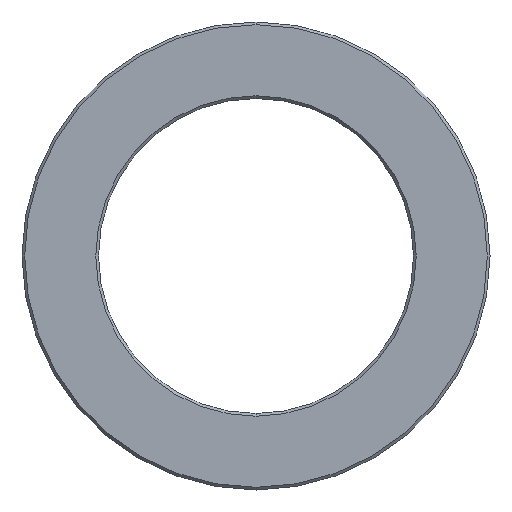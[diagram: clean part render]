
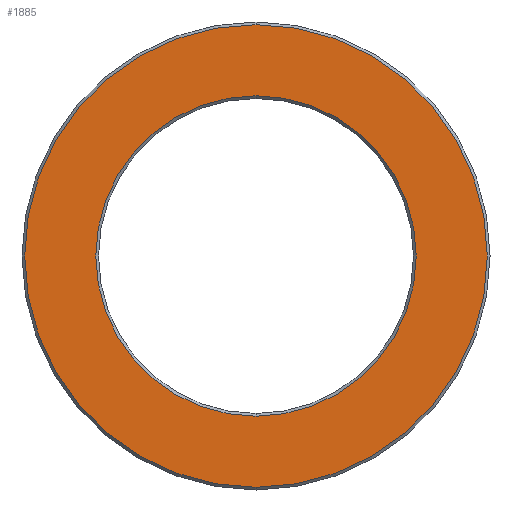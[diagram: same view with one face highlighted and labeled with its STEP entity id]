
A CAD part, front view. The second image highlights one B-rep face of the part: STEP entity #1885.
In plain terms, the highlighted planar face has unit normal (0, -1, 0).
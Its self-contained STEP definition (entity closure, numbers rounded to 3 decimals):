
#1446 = EDGE_CURVE('',#1447,#1449,#1451,.T.);
#1447 = VERTEX_POINT('',#1448);
#1448 = CARTESIAN_POINT('',(0.,0.,-25.7));
#1449 = VERTEX_POINT('',#1450);
#1450 = CARTESIAN_POINT('',(0.,0.,25.7));
#1451 = SURFACE_CURVE('',#1452,(#1457,#1469),.PCURVE_S1.);
#1452 = CIRCLE('',#1453,25.7);
#1453 = AXIS2_PLACEMENT_3D('',#1454,#1455,#1456);
#1454 = CARTESIAN_POINT('',(0.,0.,0.));
#1455 = DIRECTION('',(0.,-1.,0.));
#1456 = DIRECTION('',(0.,0.,1.));
#1457 = PCURVE('',#1458,#1463);
#1458 = CONICAL_SURFACE('',#1459,26.,0.785);
#1459 = AXIS2_PLACEMENT_3D('',#1460,#1461,#1462);
#1460 = CARTESIAN_POINT('',(0.,0.3,0.));
#1461 = DIRECTION('',(-0.,1.,-0.));
#1462 = DIRECTION('',(0.,0.,1.));
#1463 = DEFINITIONAL_REPRESENTATION('',(#1464),#1468);
#1464 = LINE('',#1465,#1466);
#1465 = CARTESIAN_POINT('',(6.283,-0.3));
#1466 = VECTOR('',#1467,1.);
#1467 = DIRECTION('',(-1.,0.));
#1468 = ( GEOMETRIC_REPRESENTATION_CONTEXT(2) 
PARAMETRIC_REPRESENTATION_CONTEXT() REPRESENTATION_CONTEXT('2D SPACE',''
  ) );
#1469 = PCURVE('',#1470,#1475);
#1470 = PLANE('',#1471);
#1471 = AXIS2_PLACEMENT_3D('',#1472,#1473,#1474);
#1472 = CARTESIAN_POINT('',(0.,0.,0.));
#1473 = DIRECTION('',(0.,1.,0.));
#1474 = DIRECTION('',(0.,-0.,1.));
#1475 = DEFINITIONAL_REPRESENTATION('',(#1476),#1484);
#1476 = ( BOUNDED_CURVE() B_SPLINE_CURVE(2,(#1477,#1478,#1479,#1480,
#1481,#1482,#1483),.UNSPECIFIED.,.T.,.F.) B_SPLINE_CURVE_WITH_KNOTS((1,2
    ,2,2,2,1),(-2.094,0.,2.094,4.189,
6.283,8.378),.UNSPECIFIED.) CURVE() 
GEOMETRIC_REPRESENTATION_ITEM() RATIONAL_B_SPLINE_CURVE((1.,0.5,1.,0.5,
1.,0.5,1.)) REPRESENTATION_ITEM('') );
#1477 = CARTESIAN_POINT('',(25.7,0.));
#1478 = CARTESIAN_POINT('',(25.7,-44.514));
#1479 = CARTESIAN_POINT('',(-12.85,-22.257));
#1480 = CARTESIAN_POINT('',(-51.4,0.));
#1481 = CARTESIAN_POINT('',(-12.85,22.257));
#1482 = CARTESIAN_POINT('',(25.7,44.514));
#1483 = CARTESIAN_POINT('',(25.7,0.));
#1484 = ( GEOMETRIC_REPRESENTATION_CONTEXT(2) 
PARAMETRIC_REPRESENTATION_CONTEXT() REPRESENTATION_CONTEXT('2D SPACE',''
  ) );
#1502 = CONICAL_SURFACE('',#1503,26.,0.785);
#1503 = AXIS2_PLACEMENT_3D('',#1504,#1505,#1506);
#1504 = CARTESIAN_POINT('',(0.,0.3,0.));
#1505 = DIRECTION('',(-0.,1.,-0.));
#1506 = DIRECTION('',(0.,0.,1.));
#1570 = VERTEX_POINT('',#1571);
#1571 = CARTESIAN_POINT('',(0.,0.,-17.8));
#1578 = CONICAL_SURFACE('',#1579,17.8,0.785);
#1579 = AXIS2_PLACEMENT_3D('',#1580,#1581,#1582);
#1580 = CARTESIAN_POINT('',(0.,0.,0.));
#1581 = DIRECTION('',(-0.,-1.,-0.));
#1582 = DIRECTION('',(0.,0.,-1.));
#1590 = CONICAL_SURFACE('',#1591,17.8,0.785);
#1591 = AXIS2_PLACEMENT_3D('',#1592,#1593,#1594);
#1592 = CARTESIAN_POINT('',(0.,0.,0.));
#1593 = DIRECTION('',(-0.,-1.,-0.));
#1594 = DIRECTION('',(0.,0.,-1.));
#1602 = EDGE_CURVE('',#1570,#1603,#1605,.T.);
#1603 = VERTEX_POINT('',#1604);
#1604 = CARTESIAN_POINT('',(0.,0.,17.8));
#1605 = SURFACE_CURVE('',#1606,(#1611,#1618),.PCURVE_S1.);
#1606 = CIRCLE('',#1607,17.8);
#1607 = AXIS2_PLACEMENT_3D('',#1608,#1609,#1610);
#1608 = CARTESIAN_POINT('',(0.,0.,0.));
#1609 = DIRECTION('',(0.,1.,0.));
#1610 = DIRECTION('',(0.,-0.,1.));
#1611 = PCURVE('',#1578,#1612);
#1612 = DEFINITIONAL_REPRESENTATION('',(#1613),#1617);
#1613 = LINE('',#1614,#1615);
#1614 = CARTESIAN_POINT('',(9.425,0.));
#1615 = VECTOR('',#1616,1.);
#1616 = DIRECTION('',(-1.,0.));
#1617 = ( GEOMETRIC_REPRESENTATION_CONTEXT(2) 
PARAMETRIC_REPRESENTATION_CONTEXT() REPRESENTATION_CONTEXT('2D SPACE',''
  ) );
#1618 = PCURVE('',#1470,#1619);
#1619 = DEFINITIONAL_REPRESENTATION('',(#1620),#1624);
#1620 = CIRCLE('',#1621,17.8);
#1621 = AXIS2_PLACEMENT_2D('',#1622,#1623);
#1622 = CARTESIAN_POINT('',(0.,0.));
#1623 = DIRECTION('',(1.,0.));
#1624 = ( GEOMETRIC_REPRESENTATION_CONTEXT(2) 
PARAMETRIC_REPRESENTATION_CONTEXT() REPRESENTATION_CONTEXT('2D SPACE',''
  ) );
#1885 = ADVANCED_FACE('',(#1886,#1911),#1470,.F.);
#1886 = FACE_BOUND('',#1887,.T.);
#1887 = EDGE_LOOP('',(#1888,#1889));
#1888 = ORIENTED_EDGE('',*,*,#1602,.T.);
#1889 = ORIENTED_EDGE('',*,*,#1890,.T.);
#1890 = EDGE_CURVE('',#1603,#1570,#1891,.T.);
#1891 = SURFACE_CURVE('',#1892,(#1897,#1904),.PCURVE_S1.);
#1892 = CIRCLE('',#1893,17.8);
#1893 = AXIS2_PLACEMENT_3D('',#1894,#1895,#1896);
#1894 = CARTESIAN_POINT('',(0.,0.,0.));
#1895 = DIRECTION('',(0.,1.,0.));
#1896 = DIRECTION('',(0.,-0.,1.));
#1897 = PCURVE('',#1470,#1898);
#1898 = DEFINITIONAL_REPRESENTATION('',(#1899),#1903);
#1899 = CIRCLE('',#1900,17.8);
#1900 = AXIS2_PLACEMENT_2D('',#1901,#1902);
#1901 = CARTESIAN_POINT('',(0.,0.));
#1902 = DIRECTION('',(1.,0.));
#1903 = ( GEOMETRIC_REPRESENTATION_CONTEXT(2) 
PARAMETRIC_REPRESENTATION_CONTEXT() REPRESENTATION_CONTEXT('2D SPACE',''
  ) );
#1904 = PCURVE('',#1590,#1905);
#1905 = DEFINITIONAL_REPRESENTATION('',(#1906),#1910);
#1906 = LINE('',#1907,#1908);
#1907 = CARTESIAN_POINT('',(3.142,0.));
#1908 = VECTOR('',#1909,1.);
#1909 = DIRECTION('',(-1.,0.));
#1910 = ( GEOMETRIC_REPRESENTATION_CONTEXT(2) 
PARAMETRIC_REPRESENTATION_CONTEXT() REPRESENTATION_CONTEXT('2D SPACE',''
  ) );
#1911 = FACE_BOUND('',#1912,.T.);
#1912 = EDGE_LOOP('',(#1913,#1939));
#1913 = ORIENTED_EDGE('',*,*,#1914,.T.);
#1914 = EDGE_CURVE('',#1449,#1447,#1915,.T.);
#1915 = SURFACE_CURVE('',#1916,(#1921,#1932),.PCURVE_S1.);
#1916 = CIRCLE('',#1917,25.7);
#1917 = AXIS2_PLACEMENT_3D('',#1918,#1919,#1920);
#1918 = CARTESIAN_POINT('',(0.,0.,0.));
#1919 = DIRECTION('',(0.,-1.,0.));
#1920 = DIRECTION('',(0.,0.,1.));
#1921 = PCURVE('',#1470,#1922);
#1922 = DEFINITIONAL_REPRESENTATION('',(#1923),#1931);
#1923 = ( BOUNDED_CURVE() B_SPLINE_CURVE(2,(#1924,#1925,#1926,#1927,
#1928,#1929,#1930),.UNSPECIFIED.,.T.,.F.) B_SPLINE_CURVE_WITH_KNOTS((1,2
    ,2,2,2,1),(-2.094,0.,2.094,4.189,
6.283,8.378),.UNSPECIFIED.) CURVE() 
GEOMETRIC_REPRESENTATION_ITEM() RATIONAL_B_SPLINE_CURVE((1.,0.5,1.,0.5,
1.,0.5,1.)) REPRESENTATION_ITEM('') );
#1924 = CARTESIAN_POINT('',(25.7,0.));
#1925 = CARTESIAN_POINT('',(25.7,-44.514));
#1926 = CARTESIAN_POINT('',(-12.85,-22.257));
#1927 = CARTESIAN_POINT('',(-51.4,0.));
#1928 = CARTESIAN_POINT('',(-12.85,22.257));
#1929 = CARTESIAN_POINT('',(25.7,44.514));
#1930 = CARTESIAN_POINT('',(25.7,0.));
#1931 = ( GEOMETRIC_REPRESENTATION_CONTEXT(2) 
PARAMETRIC_REPRESENTATION_CONTEXT() REPRESENTATION_CONTEXT('2D SPACE',''
  ) );
#1932 = PCURVE('',#1502,#1933);
#1933 = DEFINITIONAL_REPRESENTATION('',(#1934),#1938);
#1934 = LINE('',#1935,#1936);
#1935 = CARTESIAN_POINT('',(6.283,-0.3));
#1936 = VECTOR('',#1937,1.);
#1937 = DIRECTION('',(-1.,0.));
#1938 = ( GEOMETRIC_REPRESENTATION_CONTEXT(2) 
PARAMETRIC_REPRESENTATION_CONTEXT() REPRESENTATION_CONTEXT('2D SPACE',''
  ) );
#1939 = ORIENTED_EDGE('',*,*,#1446,.T.);
